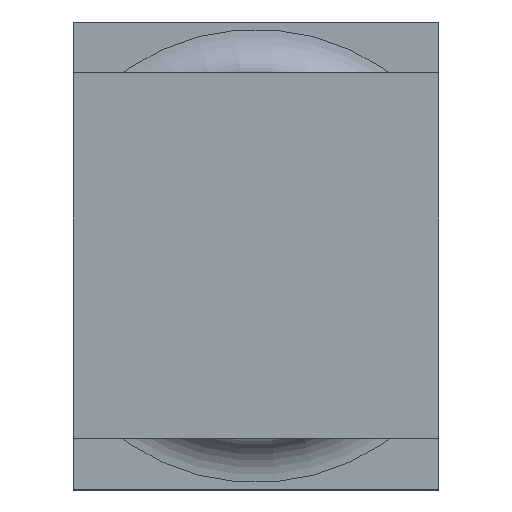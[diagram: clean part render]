
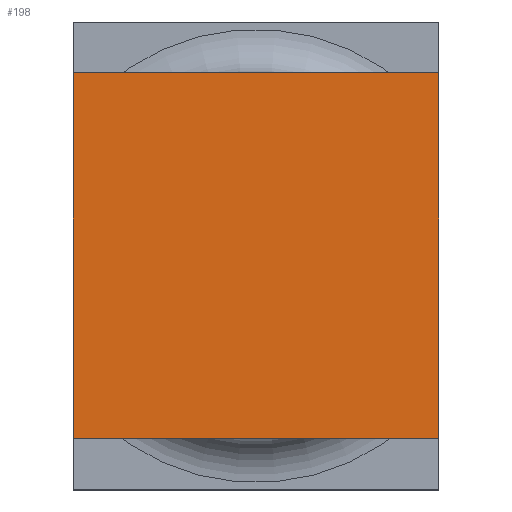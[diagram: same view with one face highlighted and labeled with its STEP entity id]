
A CAD part, top view. The second image highlights one B-rep face of the part: STEP entity #198.
In plain terms, the highlighted planar face has unit normal (0, 0, 1).
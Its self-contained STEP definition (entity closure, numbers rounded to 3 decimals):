
#9 = DIRECTION ( 'NONE',  ( 0., -1., 0. ) ) ;
#86 = CARTESIAN_POINT ( 'NONE',  ( 1.25, -1.25, 2. ) ) ;
#133 = DIRECTION ( 'NONE',  ( 0., 0., -1. ) ) ;
#166 = VECTOR ( 'NONE', #946, 1000. ) ;
#198 = ADVANCED_FACE ( 'NONE', ( #371 ), #546, .F. ) ;
#210 = CARTESIAN_POINT ( 'NONE',  ( -1.25, -1.25, 2. ) ) ;
#223 = DIRECTION ( 'NONE',  ( -1., 0., 0. ) ) ;
#305 = LINE ( 'NONE', #704, #925 ) ;
#314 = EDGE_LOOP ( 'NONE', ( #654, #415, #640, #861 ) ) ;
#354 = EDGE_CURVE ( 'NONE', #555, #1268, #305, .T. ) ;
#371 = FACE_OUTER_BOUND ( 'NONE', #314, .T. ) ;
#383 = CARTESIAN_POINT ( 'NONE',  ( -1.25, -1.25, 2. ) ) ;
#394 = DIRECTION ( 'NONE',  ( 1., 0., 0. ) ) ;
#415 = ORIENTED_EDGE ( 'NONE', *, *, #855, .T. ) ;
#509 = VERTEX_POINT ( 'NONE', #86 ) ;
#546 = PLANE ( 'NONE',  #1279 ) ;
#555 = VERTEX_POINT ( 'NONE', #792 ) ;
#640 = ORIENTED_EDGE ( 'NONE', *, *, #354, .T. ) ;
#654 = ORIENTED_EDGE ( 'NONE', *, *, #1002, .T. ) ;
#668 = CARTESIAN_POINT ( 'NONE',  ( 1.25, 1.25, 2. ) ) ;
#704 = CARTESIAN_POINT ( 'NONE',  ( -1.25, -1.25, 2. ) ) ;
#778 = VERTEX_POINT ( 'NONE', #668 ) ;
#792 = CARTESIAN_POINT ( 'NONE',  ( -1.25, 1.25, 2. ) ) ;
#817 = EDGE_CURVE ( 'NONE', #1268, #509, #1108, .T. ) ;
#854 = LINE ( 'NONE', #961, #871 ) ;
#855 = EDGE_CURVE ( 'NONE', #778, #555, #854, .T. ) ;
#861 = ORIENTED_EDGE ( 'NONE', *, *, #817, .T. ) ;
#871 = VECTOR ( 'NONE', #223, 1000. ) ;
#925 = VECTOR ( 'NONE', #9, 1000. ) ;
#946 = DIRECTION ( 'NONE',  ( 0., 1., 0. ) ) ;
#956 = DIRECTION ( 'NONE',  ( -1., 0., 0. ) ) ;
#961 = CARTESIAN_POINT ( 'NONE',  ( -1.25, 1.25, 2. ) ) ;
#1002 = EDGE_CURVE ( 'NONE', #509, #778, #1045, .T. ) ;
#1045 = LINE ( 'NONE', #1230, #166 ) ;
#1064 = VECTOR ( 'NONE', #394, 1000. ) ;
#1108 = LINE ( 'NONE', #383, #1064 ) ;
#1153 = CARTESIAN_POINT ( 'NONE',  ( 0., 0., 2. ) ) ;
#1230 = CARTESIAN_POINT ( 'NONE',  ( 1.25, -1.25, 2. ) ) ;
#1268 = VERTEX_POINT ( 'NONE', #210 ) ;
#1279 = AXIS2_PLACEMENT_3D ( 'NONE', #1153, #133, #956 ) ;
